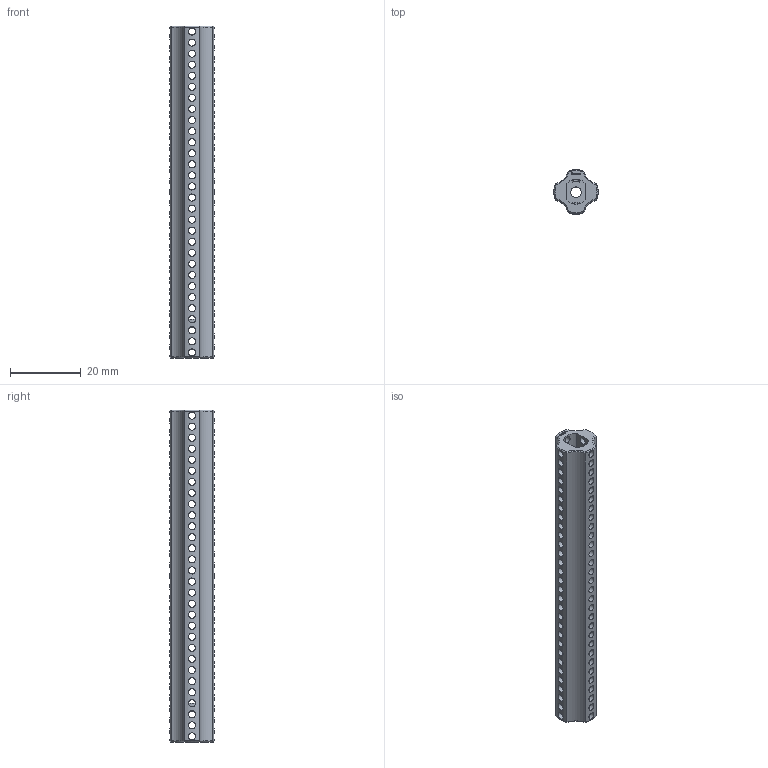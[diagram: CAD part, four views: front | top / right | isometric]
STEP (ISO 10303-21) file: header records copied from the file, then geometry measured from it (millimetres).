
FILE_DESCRIPTION(('FreeCAD Model'),'2;1');
FILE_NAME('Open CASCADE Shape Model','2024-06-16T01:02:45',(''),(''), 'Open CASCADE STEP processor 7.6','FreeCAD','Unknown');
FILE_SCHEMA(('AUTOMOTIVE_DESIGN { 1 0 10303 214 1 1 1 1 }'));
Length unit declared in the file: millimetre
Products named in the file (1): Power-Transmission Hub PLN IDX FXD TTMotor BU07.50 - SPN-PTH-0229 
(stemfie.org)
Bounding box: 12.5 x 12.5 x 93.75 mm (x, y, z)
Volume: 5733.4 mm3; surface area: 7509.2 mm2
Topology: 1 solids, 1 shells, 637 faces, 1887 edges, 1272 vertices
Faces by surface type: plane 316, extrusion 158, cylinder 141, cone 22
Full cylindrical faces by diameter (mm): 2 x120, 3 x1
Entity records: 31732 total; most frequent: CARTESIAN_POINT 15163, ORIENTED_EDGE 3774, DIRECTION 2561, EDGE_CURVE 1887, VECTOR 1303, VERTEX_POINT 1272, LINE 1145, FACE_BOUND 899
